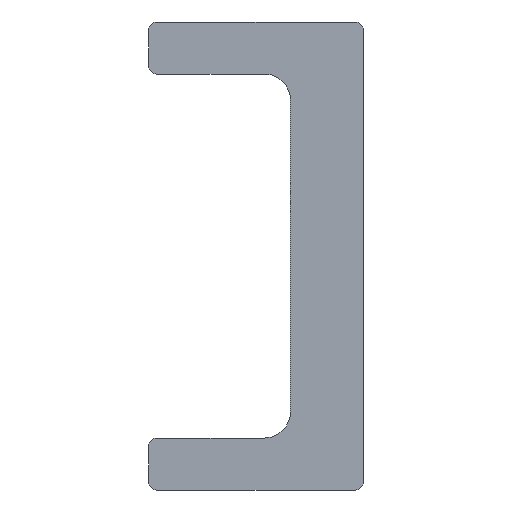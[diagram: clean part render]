
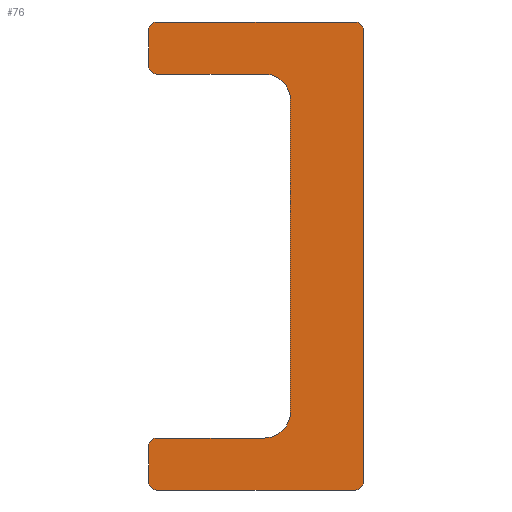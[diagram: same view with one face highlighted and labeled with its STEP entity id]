
A CAD part, front view. The second image highlights one B-rep face of the part: STEP entity #76.
In plain terms, the highlighted planar face has unit normal (0, -1, 0).
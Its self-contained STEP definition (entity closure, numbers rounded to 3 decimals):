
#76 = ADVANCED_FACE( '', ( #162 ), #163, .F. );
#162 = FACE_OUTER_BOUND( '', #251, .T. );
#163 = PLANE( '', #252 );
#251 = EDGE_LOOP( '', ( #389, #390, #391, #392, #393, #394, #395, #396, #397, #398, #399, #400, #401, #402, #403, #404 ) );
#252 = AXIS2_PLACEMENT_3D( '', #405, #406, #407 );
#389 = ORIENTED_EDGE( '', *, *, #537, .F. );
#390 = ORIENTED_EDGE( '', *, *, #545, .T. );
#391 = ORIENTED_EDGE( '', *, *, #493, .F. );
#392 = ORIENTED_EDGE( '', *, *, #513, .T. );
#393 = ORIENTED_EDGE( '', *, *, #546, .F. );
#394 = ORIENTED_EDGE( '', *, *, #517, .T. );
#395 = ORIENTED_EDGE( '', *, *, #533, .F. );
#396 = ORIENTED_EDGE( '', *, *, #529, .T. );
#397 = ORIENTED_EDGE( '', *, *, #547, .F. );
#398 = ORIENTED_EDGE( '', *, *, #508, .T. );
#399 = ORIENTED_EDGE( '', *, *, #541, .F. );
#400 = ORIENTED_EDGE( '', *, *, #548, .T. );
#401 = ORIENTED_EDGE( '', *, *, #549, .F. );
#402 = ORIENTED_EDGE( '', *, *, #550, .T. );
#403 = ORIENTED_EDGE( '', *, *, #551, .F. );
#404 = ORIENTED_EDGE( '', *, *, #503, .T. );
#405 = CARTESIAN_POINT( '', ( -4.125, 0., 9. ) );
#406 = DIRECTION( '', ( 0., 1., 0. ) );
#407 = DIRECTION( '', ( 0., 0., 1. ) );
#493 = EDGE_CURVE( '', #573, #574, #575, .T. );
#503 = EDGE_CURVE( '', #592, #590, #593, .F. );
#508 = EDGE_CURVE( '', #601, #599, #602, .T. );
#513 = EDGE_CURVE( '', #573, #607, #609, .F. );
#517 = EDGE_CURVE( '', #616, #614, #617, .F. );
#529 = EDGE_CURVE( '', #636, #634, #637, .T. );
#533 = EDGE_CURVE( '', #636, #614, #641, .T. );
#537 = EDGE_CURVE( '', #645, #590, #647, .T. );
#541 = EDGE_CURVE( '', #652, #599, #653, .T. );
#545 = EDGE_CURVE( '', #645, #574, #658, .F. );
#546 = EDGE_CURVE( '', #616, #607, #659, .T. );
#547 = EDGE_CURVE( '', #601, #634, #660, .T. );
#548 = EDGE_CURVE( '', #652, #661, #662, .F. );
#549 = EDGE_CURVE( '', #663, #661, #664, .T. );
#550 = EDGE_CURVE( '', #663, #665, #666, .F. );
#551 = EDGE_CURVE( '', #592, #665, #667, .T. );
#573 = VERTEX_POINT( '', #693 );
#574 = VERTEX_POINT( '', #694 );
#575 = LINE( '', #695, #696 );
#590 = VERTEX_POINT( '', #714 );
#592 = VERTEX_POINT( '', #717 );
#593 = CIRCLE( '', #718, 0.3 );
#599 = VERTEX_POINT( '', #725 );
#601 = VERTEX_POINT( '', #728 );
#602 = CIRCLE( '', #729, 1. );
#607 = VERTEX_POINT( '', #735 );
#609 = CIRCLE( '', #738, 0.3 );
#614 = VERTEX_POINT( '', #743 );
#616 = VERTEX_POINT( '', #746 );
#617 = CIRCLE( '', #747, 0.3 );
#634 = VERTEX_POINT( '', #765 );
#636 = VERTEX_POINT( '', #768 );
#637 = CIRCLE( '', #769, 1. );
#641 = LINE( '', #775, #776 );
#645 = VERTEX_POINT( '', #781 );
#647 = LINE( '', #784, #785 );
#652 = VERTEX_POINT( '', #790 );
#653 = LINE( '', #791, #792 );
#658 = CIRCLE( '', #799, 0.3 );
#659 = LINE( '', #800, #801 );
#660 = LINE( '', #802, #803 );
#661 = VERTEX_POINT( '', #804 );
#662 = CIRCLE( '', #805, 0.3 );
#663 = VERTEX_POINT( '', #806 );
#664 = LINE( '', #807, #808 );
#665 = VERTEX_POINT( '', #809 );
#666 = CIRCLE( '', #810, 0.3 );
#667 = LINE( '', #811, #812 );
#693 = CARTESIAN_POINT( '', ( -3.825, 0., 9. ) );
#694 = CARTESIAN_POINT( '', ( 3.825, 0., 9. ) );
#695 = CARTESIAN_POINT( '', ( -4.125, 0., 9. ) );
#696 = VECTOR( '', #844, 1000. );
#714 = CARTESIAN_POINT( '', ( 4.125, 0., -8.7 ) );
#717 = CARTESIAN_POINT( '', ( 3.825, 0., -9. ) );
#718 = AXIS2_PLACEMENT_3D( '', #858, #859, #860 );
#725 = CARTESIAN_POINT( '', ( 0.325, 0., -7. ) );
#728 = CARTESIAN_POINT( '', ( 1.325, 0., -6. ) );
#729 = AXIS2_PLACEMENT_3D( '', #866, #867, #868 );
#735 = CARTESIAN_POINT( '', ( -4.125, 0., 8.7 ) );
#738 = AXIS2_PLACEMENT_3D( '', #874, #875, #876 );
#743 = CARTESIAN_POINT( '', ( -3.825, 0., 7. ) );
#746 = CARTESIAN_POINT( '', ( -4.125, 0., 7.3 ) );
#747 = AXIS2_PLACEMENT_3D( '', #881, #882, #883 );
#765 = CARTESIAN_POINT( '', ( 1.325, 0., 6. ) );
#768 = CARTESIAN_POINT( '', ( 0.325, 0., 7. ) );
#769 = AXIS2_PLACEMENT_3D( '', #901, #902, #903 );
#775 = CARTESIAN_POINT( '', ( -4.125, 0., 7. ) );
#776 = VECTOR( '', #906, 1000. );
#781 = CARTESIAN_POINT( '', ( 4.125, 0., 8.7 ) );
#784 = CARTESIAN_POINT( '', ( 4.125, 0., 9. ) );
#785 = VECTOR( '', #909, 1000. );
#790 = CARTESIAN_POINT( '', ( -3.825, 0., -7. ) );
#791 = CARTESIAN_POINT( '', ( 1.325, 0., -7. ) );
#792 = VECTOR( '', #913, 1000. );
#799 = AXIS2_PLACEMENT_3D( '', #916, #917, #918 );
#800 = CARTESIAN_POINT( '', ( -4.125, 0., -9. ) );
#801 = VECTOR( '', #919, 1000. );
#802 = CARTESIAN_POINT( '', ( 1.325, 0., 7. ) );
#803 = VECTOR( '', #920, 1000. );
#804 = CARTESIAN_POINT( '', ( -4.125, 0., -7.3 ) );
#805 = AXIS2_PLACEMENT_3D( '', #921, #922, #923 );
#806 = CARTESIAN_POINT( '', ( -4.125, 0., -8.7 ) );
#807 = CARTESIAN_POINT( '', ( -4.125, 0., -9. ) );
#808 = VECTOR( '', #924, 1000. );
#809 = CARTESIAN_POINT( '', ( -3.825, 0., -9. ) );
#810 = AXIS2_PLACEMENT_3D( '', #925, #926, #927 );
#811 = CARTESIAN_POINT( '', ( 4.125, 0., -9. ) );
#812 = VECTOR( '', #928, 1000. );
#844 = DIRECTION( '', ( 1., 0., 0. ) );
#858 = CARTESIAN_POINT( '', ( 3.825, 0., -8.7 ) );
#859 = DIRECTION( '', ( 0., 1., 0. ) );
#860 = DIRECTION( '', ( 0., 0., 1. ) );
#866 = CARTESIAN_POINT( '', ( 0.325, 0., -6. ) );
#867 = DIRECTION( '', ( 0., 1., 0. ) );
#868 = DIRECTION( '', ( 0., 0., 1. ) );
#874 = CARTESIAN_POINT( '', ( -3.825, 0., 8.7 ) );
#875 = DIRECTION( '', ( 0., 1., 0. ) );
#876 = DIRECTION( '', ( 0., 0., 1. ) );
#881 = CARTESIAN_POINT( '', ( -3.825, 0., 7.3 ) );
#882 = DIRECTION( '', ( 0., 1., 0. ) );
#883 = DIRECTION( '', ( 0., 0., 1. ) );
#901 = CARTESIAN_POINT( '', ( 0.325, 0., 6. ) );
#902 = DIRECTION( '', ( 0., 1., 0. ) );
#903 = DIRECTION( '', ( 0., 0., 1. ) );
#906 = DIRECTION( '', ( -1., 0., 0. ) );
#909 = DIRECTION( '', ( 0., 0., -1. ) );
#913 = DIRECTION( '', ( 1., 0., 0. ) );
#916 = CARTESIAN_POINT( '', ( 3.825, 0., 8.7 ) );
#917 = DIRECTION( '', ( 0., 1., 0. ) );
#918 = DIRECTION( '', ( 0., 0., 1. ) );
#919 = DIRECTION( '', ( 0., 0., 1. ) );
#920 = DIRECTION( '', ( 0., 0., 1. ) );
#921 = CARTESIAN_POINT( '', ( -3.825, 0., -7.3 ) );
#922 = DIRECTION( '', ( 0., 1., 0. ) );
#923 = DIRECTION( '', ( 0., 0., 1. ) );
#924 = DIRECTION( '', ( 0., 0., 1. ) );
#925 = CARTESIAN_POINT( '', ( -3.825, 0., -8.7 ) );
#926 = DIRECTION( '', ( 0., 1., 0. ) );
#927 = DIRECTION( '', ( 0., 0., 1. ) );
#928 = DIRECTION( '', ( -1., 0., 0. ) );
